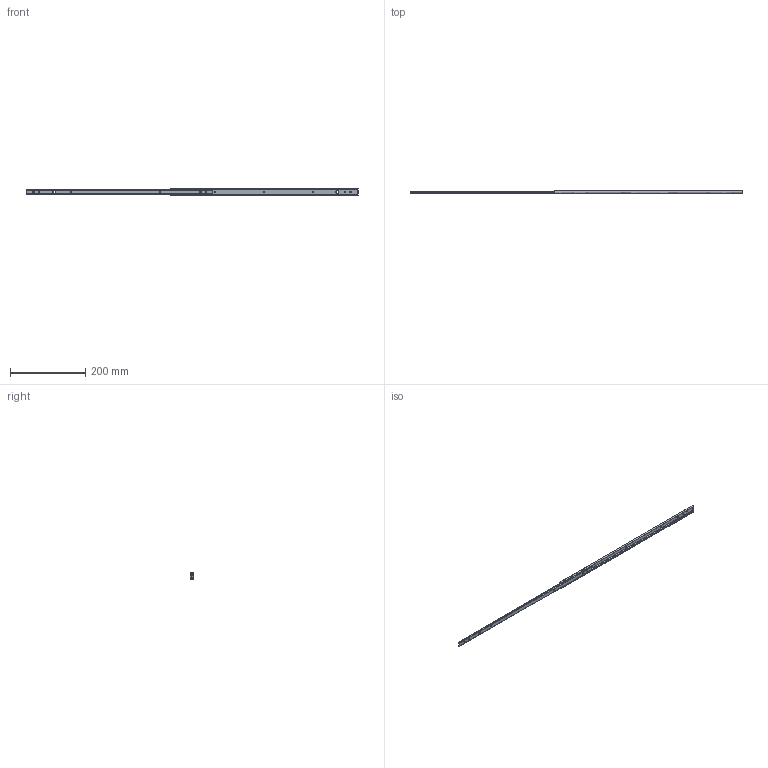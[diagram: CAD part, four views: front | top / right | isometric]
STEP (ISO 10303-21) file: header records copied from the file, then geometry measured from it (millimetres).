
FILE_DESCRIPTION((''),'2;1');
FILE_NAME('','2005-12-14T16:54:38',(''),(''),'','CADfix','');
FILE_SCHEMA(('AUTOMOTIVE_DESIGN'));
Length unit declared in the file: millimetre
Products named in the file (5): ball; retainer; member_B; member_A; TM_233_4_5988_36
Assembly tree (25 placements, depth 2):
  TM_233_4_5988_36
    ball  x22
    retainer
    member_B
    member_A
Bounding box: 884 x 8 x 20 mm (x, y, z)
Volume: 32096 mm3; surface area: 55491 mm2
Topology: 25 solids, 25 shells, 378 faces, 1090 edges, 760 vertices
Faces by surface type: bspline 378
Entity records: 12890 total; most frequent: CARTESIAN_POINT 6750, ORIENTED_EDGE 2096, EDGE_CURVE 1048, VERTEX_POINT 718, QUASI_UNIFORM_CURVE 546, EDGE_LOOP 410, FACE_OUTER_BOUND 336, ADVANCED_FACE 336
